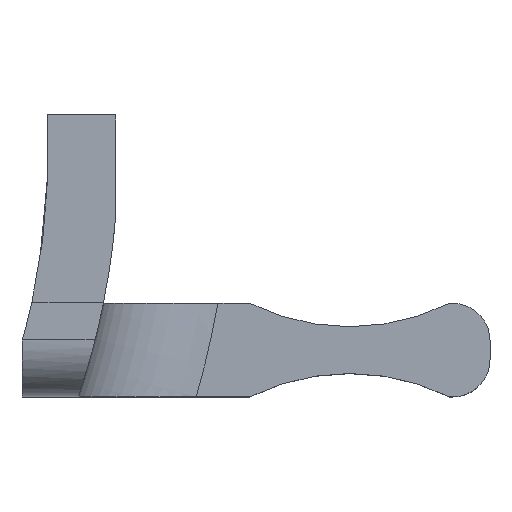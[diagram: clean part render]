
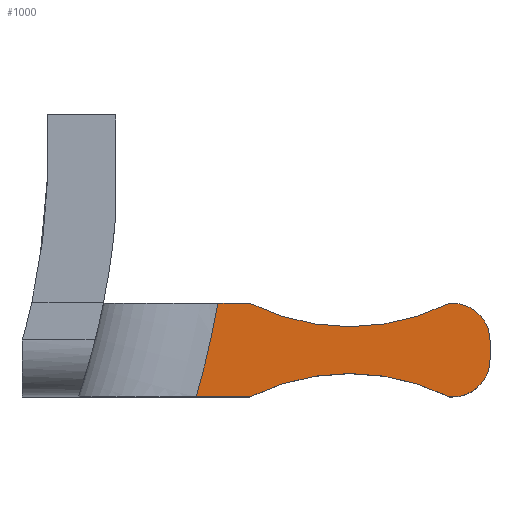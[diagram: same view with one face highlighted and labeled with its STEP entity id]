
A CAD part, top view. The second image highlights one B-rep face of the part: STEP entity #1000.
In plain terms, the highlighted planar face has unit normal (0, 0, 1).
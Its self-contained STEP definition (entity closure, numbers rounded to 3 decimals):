
#571 = VERTEX_POINT('',#572);
#572 = CARTESIAN_POINT('',(9.306,-2.5,0.));
#681 = VERTEX_POINT('',#682);
#682 = CARTESIAN_POINT('',(10.46,2.5,0.));
#742 = VERTEX_POINT('',#743);
#743 = CARTESIAN_POINT('',(12.167,2.5,0.));
#760 = EDGE_CURVE('',#742,#681,#761,.T.);
#761 = LINE('',#762,#763);
#762 = CARTESIAN_POINT('',(25.,2.5,0.));
#763 = VECTOR('',#764,1.);
#764 = DIRECTION('',(-1.,0.,0.));
#938 = EDGE_CURVE('',#681,#571,#939,.T.);
#939 = CIRCLE('',#940,46.75);
#940 = AXIS2_PLACEMENT_3D('',#941,#942,#943);
#941 = CARTESIAN_POINT('',(-35.6,10.5,0.));
#942 = DIRECTION('',(0.,0.,-1.));
#943 = DIRECTION('',(0.981,-0.196,0.)
  );
#953 = EDGE_CURVE('',#571,#954,#956,.T.);
#954 = VERTEX_POINT('',#955);
#955 = CARTESIAN_POINT('',(12.167,-2.5,0.));
#956 = LINE('',#957,#958);
#957 = CARTESIAN_POINT('',(0.,-2.5,0.)
  );
#958 = VECTOR('',#959,1.);
#959 = DIRECTION('',(1.,0.,0.));
#981 = VERTEX_POINT('',#982);
#982 = CARTESIAN_POINT('',(22.833,2.5,0.));
#988 = EDGE_CURVE('',#981,#742,#989,.T.);
#989 = CIRCLE('',#990,12.);
#990 = AXIS2_PLACEMENT_3D('',#991,#992,#993);
#991 = CARTESIAN_POINT('',(17.5,13.25,0.));
#992 = DIRECTION('',(0.,0.,-1.));
#993 = DIRECTION('',(0.,1.,0.));
#1000 = ADVANCED_FACE('',(#1001),#1056,.T.);
#1001 = FACE_BOUND('',#1002,.T.);
#1002 = EDGE_LOOP('',(#1003,#1004,#1005,#1014,#1022,#1031,#1039,#1048,
    #1054,#1055));
#1003 = ORIENTED_EDGE('',*,*,#938,.T.);
#1004 = ORIENTED_EDGE('',*,*,#953,.T.);
#1005 = ORIENTED_EDGE('',*,*,#1006,.T.);
#1006 = EDGE_CURVE('',#954,#1007,#1009,.T.);
#1007 = VERTEX_POINT('',#1008);
#1008 = CARTESIAN_POINT('',(22.833,-2.5,0.));
#1009 = CIRCLE('',#1010,12.);
#1010 = AXIS2_PLACEMENT_3D('',#1011,#1012,#1013);
#1011 = CARTESIAN_POINT('',(17.5,-13.25,0.));
#1012 = DIRECTION('',(0.,0.,-1.));
#1013 = DIRECTION('',(0.,1.,0.));
#1014 = ORIENTED_EDGE('',*,*,#1015,.T.);
#1015 = EDGE_CURVE('',#1007,#1016,#1018,.T.);
#1016 = VERTEX_POINT('',#1017);
#1017 = CARTESIAN_POINT('',(23.,-2.5,0.));
#1018 = LINE('',#1019,#1020);
#1019 = CARTESIAN_POINT('',(0.,-2.5,0.)
  );
#1020 = VECTOR('',#1021,1.);
#1021 = DIRECTION('',(1.,0.,0.));
#1022 = ORIENTED_EDGE('',*,*,#1023,.T.);
#1023 = EDGE_CURVE('',#1016,#1024,#1026,.T.);
#1024 = VERTEX_POINT('',#1025);
#1025 = CARTESIAN_POINT('',(25.,-0.5,0.));
#1026 = CIRCLE('',#1027,2.);
#1027 = AXIS2_PLACEMENT_3D('',#1028,#1029,#1030);
#1028 = CARTESIAN_POINT('',(23.,-0.5,0.));
#1029 = DIRECTION('',(0.,0.,1.));
#1030 = DIRECTION('',(0.,1.,0.));
#1031 = ORIENTED_EDGE('',*,*,#1032,.T.);
#1032 = EDGE_CURVE('',#1024,#1033,#1035,.T.);
#1033 = VERTEX_POINT('',#1034);
#1034 = CARTESIAN_POINT('',(25.,0.5,0.));
#1035 = LINE('',#1036,#1037);
#1036 = CARTESIAN_POINT('',(25.,-2.5,0.));
#1037 = VECTOR('',#1038,1.);
#1038 = DIRECTION('',(0.,1.,0.));
#1039 = ORIENTED_EDGE('',*,*,#1040,.F.);
#1040 = EDGE_CURVE('',#1041,#1033,#1043,.T.);
#1041 = VERTEX_POINT('',#1042);
#1042 = CARTESIAN_POINT('',(23.,2.5,0.));
#1043 = CIRCLE('',#1044,2.);
#1044 = AXIS2_PLACEMENT_3D('',#1045,#1046,#1047);
#1045 = CARTESIAN_POINT('',(23.,0.5,0.));
#1046 = DIRECTION('',(0.,0.,-1.));
#1047 = DIRECTION('',(0.,1.,0.));
#1048 = ORIENTED_EDGE('',*,*,#1049,.T.);
#1049 = EDGE_CURVE('',#1041,#981,#1050,.T.);
#1050 = LINE('',#1051,#1052);
#1051 = CARTESIAN_POINT('',(25.,2.5,0.));
#1052 = VECTOR('',#1053,1.);
#1053 = DIRECTION('',(-1.,0.,0.));
#1054 = ORIENTED_EDGE('',*,*,#988,.T.);
#1055 = ORIENTED_EDGE('',*,*,#760,.T.);
#1056 = PLANE('',#1057);
#1057 = AXIS2_PLACEMENT_3D('',#1058,#1059,#1060);
#1058 = CARTESIAN_POINT('',(12.5,0.,0.)
  );
#1059 = DIRECTION('',(0.,0.,1.));
#1060 = DIRECTION('',(0.,1.,0.));
